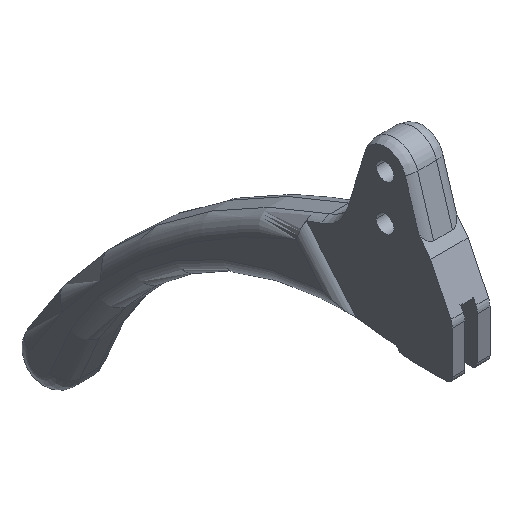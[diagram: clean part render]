
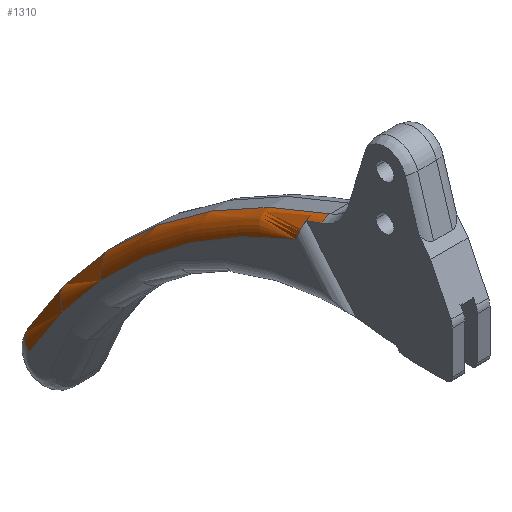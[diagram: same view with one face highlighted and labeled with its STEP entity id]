
A CAD part, isometric view. The second image highlights one B-rep face of the part: STEP entity #1310.
In plain terms, the highlighted toroidal (fillet/blend) face has major radius 168.307 mm and minor radius 5 mm.
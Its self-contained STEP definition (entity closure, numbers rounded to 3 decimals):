
#929=CARTESIAN_POINT('Vertex',(-8.,26.33,-16.501)) ;
#932=CARTESIAN_POINT('Axis2P3D Location',(-8.,-34.817,-173.307)) ;
#936=CARTESIAN_POINT('Vertex',(-8.,111.464,-90.067)) ;
#969=CARTESIAN_POINT('Vertex',(-3.,20.547,-9.081)) ;
#1063=CARTESIAN_POINT('Vertex',(-3.,115.81,-87.594)) ;
#1066=CARTESIAN_POINT('Axis2P3D Location',(-3.,-34.817,-173.307)) ;
#1113=CARTESIAN_POINT('Axis2P3D Location',(-3.,111.464,-90.067)) ;
#1227=CARTESIAN_POINT('Vertex',(-6.,20.227,-10.029)) ;
#1230=CARTESIAN_POINT('Axis2P3D Location',(-3.,18.949,-13.819)) ;
#1248=CARTESIAN_POINT('Control Point',(-8.,26.33,-16.501)) ;
#1249=CARTESIAN_POINT('Control Point',(-8.,26.299,-16.379)) ;
#1250=CARTESIAN_POINT('Control Point',(-7.997,26.268,-16.258)) ;
#1251=CARTESIAN_POINT('Control Point',(-7.995,26.251,-16.191)) ;
#1252=CARTESIAN_POINT('Control Point',(-7.965,26.116,-15.66)) ;
#1253=CARTESIAN_POINT('Control Point',(-7.885,25.981,-15.132)) ;
#1254=CARTESIAN_POINT('Control Point',(-7.793,25.878,-14.729)) ;
#1255=CARTESIAN_POINT('Control Point',(-7.511,25.644,-13.821)) ;
#1256=CARTESIAN_POINT('Control Point',(-7.066,25.424,-12.975)) ;
#1257=CARTESIAN_POINT('Control Point',(-6.762,25.306,-12.525)) ;
#1258=CARTESIAN_POINT('Control Point',(-6.405,25.198,-12.114)) ;
#1259=CARTESIAN_POINT('Control Point',(-6.,25.104,-11.755)) ;
#1260=CARTESIAN_POINT('Vertex',(-6.,25.104,-11.755)) ;
#1291=CARTESIAN_POINT('Axis2P3D Location',(-3.,-34.817,-173.307)) ;
#1297=CARTESIAN_POINT('Control Point',(-6.,20.227,-10.029)) ;
#1298=CARTESIAN_POINT('Control Point',(-6.,21.861,-10.58)) ;
#1299=CARTESIAN_POINT('Control Point',(-6.,23.487,-11.155)) ;
#1300=CARTESIAN_POINT('Control Point',(-6.,25.104,-11.755)) ;
#933=DIRECTION('Axis2P3D Direction',(-1.,0.,0.)) ;
#1067=DIRECTION('Axis2P3D Direction',(1.,0.,0.)) ;
#1114=DIRECTION('Axis2P3D Direction',(0.,-0.495,0.869)) ;
#1231=DIRECTION('Axis2P3D Direction',(0.,0.948,-0.319)) ;
#1292=DIRECTION('Axis2P3D Direction',(-1.,-0.,0.)) ;
#1293=DIRECTION('Axis2P3D XDirection',(0.,0.179,0.984)) ;
#934=AXIS2_PLACEMENT_3D('Circle Axis2P3D',#932,#933,$) ;
#1068=AXIS2_PLACEMENT_3D('Circle Axis2P3D',#1066,#1067,$) ;
#1115=AXIS2_PLACEMENT_3D('Circle Axis2P3D',#1113,#1114,$) ;
#1232=AXIS2_PLACEMENT_3D('Circle Axis2P3D',#1230,#1231,$) ;
#1294=AXIS2_PLACEMENT_3D('Torus Axis2P3D',#1291,#1292,#1293) ;
#1303=ORIENTED_EDGE('',*,*,#1262,.F.) ;
#1304=ORIENTED_EDGE('',*,*,#1301,.T.) ;
#1305=ORIENTED_EDGE('',*,*,#1234,.T.) ;
#1306=ORIENTED_EDGE('',*,*,#1070,.T.) ;
#1307=ORIENTED_EDGE('',*,*,#1117,.F.) ;
#1308=ORIENTED_EDGE('',*,*,#938,.F.) ;
#1310=ADVANCED_FACE('Corps principal',(#1309),#1295,.T.) ;
#1247=B_SPLINE_CURVE_WITH_KNOTS('',5,(#1248,#1249,#1250,#1251,#1252,#1253,#1254,#1255,#1256,#1257,#1258,#1259),.UNSPECIFIED.,.F.,.U.,(6,3,3,6),(0.,0.886,3.881,7.762),.UNSPECIFIED.) ;
#1296=B_SPLINE_CURVE_WITH_KNOTS('',3,(#1297,#1298,#1299,#1300),.UNSPECIFIED.,.F.,.U.,(4,4),(0.,7.232),.UNSPECIFIED.) ;
#935=CIRCLE('generated circle',#934,168.307) ;
#1069=CIRCLE('generated circle',#1068,173.307) ;
#1116=CIRCLE('generated circle',#1115,5.) ;
#1233=CIRCLE('generated circle',#1232,5.) ;
#1295=TOROIDAL_SURFACE('homeo Torus',#1294,168.307,5.) ;
#938=EDGE_CURVE('',#930,#937,#935,.T.) ;
#1070=EDGE_CURVE('',#970,#1064,#1069,.F.) ;
#1117=EDGE_CURVE('',#937,#1064,#1116,.F.) ;
#1234=EDGE_CURVE('',#1228,#970,#1233,.T.) ;
#1262=EDGE_CURVE('',#1261,#930,#1247,.F.) ;
#1301=EDGE_CURVE('',#1261,#1228,#1296,.F.) ;
#1302=EDGE_LOOP('',(#1303,#1304,#1305,#1306,#1307,#1308)) ;
#1309=FACE_OUTER_BOUND('',#1302,.T.) ;
#930=VERTEX_POINT('',#929) ;
#937=VERTEX_POINT('',#936) ;
#970=VERTEX_POINT('',#969) ;
#1064=VERTEX_POINT('',#1063) ;
#1228=VERTEX_POINT('',#1227) ;
#1261=VERTEX_POINT('',#1260) ;
